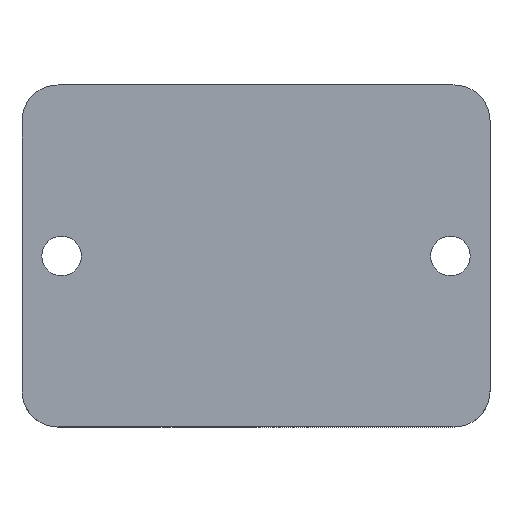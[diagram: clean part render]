
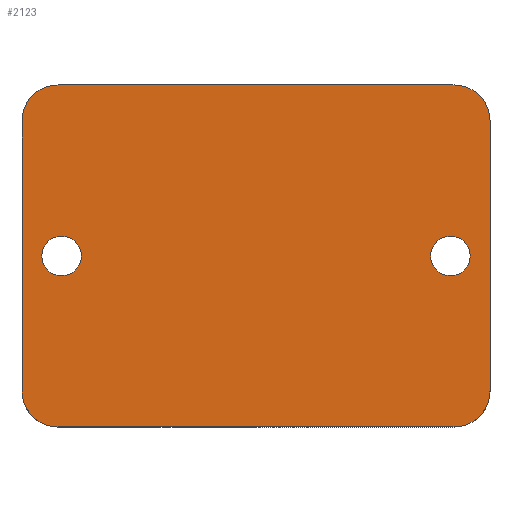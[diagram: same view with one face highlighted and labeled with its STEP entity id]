
A CAD part, top view. The second image highlights one B-rep face of the part: STEP entity #2123.
In plain terms, the highlighted planar face has unit normal (0, 0, 1).
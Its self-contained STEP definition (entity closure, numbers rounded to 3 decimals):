
#10 = EDGE_CURVE ( 'NONE', #2161, #1938, #1037, .T. ) ;
#65 = FACE_OUTER_BOUND ( 'NONE', #2356, .T. ) ;
#84 = VERTEX_POINT ( 'NONE', #1568 ) ;
#102 = FACE_BOUND ( 'NONE', #390, .T. ) ;
#107 = CARTESIAN_POINT ( 'NONE',  ( -13., -7.5, 0. ) ) ;
#121 = VERTEX_POINT ( 'NONE', #638 ) ;
#156 = DIRECTION ( 'NONE',  ( 0., 0., -1. ) ) ;
#166 = EDGE_CURVE ( 'NONE', #121, #1419, #2865, .T. ) ;
#195 = DIRECTION ( 'NONE',  ( 0., 1., 0. ) ) ;
#203 = VERTEX_POINT ( 'NONE', #2115 ) ;
#270 = CARTESIAN_POINT ( 'NONE',  ( 11., -9.5, 0. ) ) ;
#275 = LINE ( 'NONE', #1616, #1324 ) ;
#283 = CARTESIAN_POINT ( 'NONE',  ( -11., -9.5, 0. ) ) ;
#285 = AXIS2_PLACEMENT_3D ( 'NONE', #2594, #3080, #2642 ) ;
#317 = LINE ( 'NONE', #379, #1286 ) ;
#378 = VERTEX_POINT ( 'NONE', #1234 ) ;
#379 = CARTESIAN_POINT ( 'NONE',  ( -13., 9.5, 0. ) ) ;
#390 = EDGE_LOOP ( 'NONE', ( #2842, #1788 ) ) ;
#410 = CARTESIAN_POINT ( 'NONE',  ( 10.8, 0., 0. ) ) ;
#428 = VERTEX_POINT ( 'NONE', #2188 ) ;
#431 = DIRECTION ( 'NONE',  ( -1., 0., 0. ) ) ;
#455 = CARTESIAN_POINT ( 'NONE',  ( 11., -7.5, 0. ) ) ;
#492 = DIRECTION ( 'NONE',  ( 0., 0., 1. ) ) ;
#522 = DIRECTION ( 'NONE',  ( 0., 0., -1. ) ) ;
#567 = VERTEX_POINT ( 'NONE', #913 ) ;
#625 = ORIENTED_EDGE ( 'NONE', *, *, #2618, .T. ) ;
#634 = DIRECTION ( 'NONE',  ( 1., 0., 0. ) ) ;
#636 = ORIENTED_EDGE ( 'NONE', *, *, #2035, .T. ) ;
#638 = CARTESIAN_POINT ( 'NONE',  ( 13., -7.5, 0. ) ) ;
#653 = VERTEX_POINT ( 'NONE', #1620 ) ;
#657 = DIRECTION ( 'NONE',  ( 1., 0., 0. ) ) ;
#894 = AXIS2_PLACEMENT_3D ( 'NONE', #1361, #2565, #634 ) ;
#913 = CARTESIAN_POINT ( 'NONE',  ( -11., 9.5, 0. ) ) ;
#993 = CARTESIAN_POINT ( 'NONE',  ( 10.8, 0., 0. ) ) ;
#1037 = CIRCLE ( 'NONE', #2472, 2. ) ;
#1067 = LINE ( 'NONE', #2319, #1369 ) ;
#1084 = CARTESIAN_POINT ( 'NONE',  ( -11., -7.5, 0. ) ) ;
#1097 = PLANE ( 'NONE',  #2507 ) ;
#1117 = CARTESIAN_POINT ( 'NONE',  ( 13., 9.5, 0. ) ) ;
#1124 = DIRECTION ( 'NONE',  ( -1., 0., 0. ) ) ;
#1215 = CIRCLE ( 'NONE', #2563, 1.1 ) ;
#1234 = CARTESIAN_POINT ( 'NONE',  ( 9.7, 0., 0. ) ) ;
#1248 = CIRCLE ( 'NONE', #2688, 2. ) ;
#1274 = ORIENTED_EDGE ( 'NONE', *, *, #2281, .T. ) ;
#1286 = VECTOR ( 'NONE', #2774, 1000. ) ;
#1315 = EDGE_CURVE ( 'NONE', #2989, #121, #2897, .T. ) ;
#1324 = VECTOR ( 'NONE', #2830, 1000. ) ;
#1326 = CIRCLE ( 'NONE', #1906, 1.1 ) ;
#1361 = CARTESIAN_POINT ( 'NONE',  ( -10.8, 0., 0. ) ) ;
#1369 = VECTOR ( 'NONE', #657, 1000. ) ;
#1419 = VERTEX_POINT ( 'NONE', #1510 ) ;
#1493 = EDGE_CURVE ( 'NONE', #428, #84, #2930, .T. ) ;
#1510 = CARTESIAN_POINT ( 'NONE',  ( 13., 7.5, 0. ) ) ;
#1568 = CARTESIAN_POINT ( 'NONE',  ( -11.9, 0., 0. ) ) ;
#1571 = CIRCLE ( 'NONE', #894, 1.1 ) ;
#1616 = CARTESIAN_POINT ( 'NONE',  ( 13., 9.5, 0. ) ) ;
#1620 = CARTESIAN_POINT ( 'NONE',  ( -13., 7.5, 0. ) ) ;
#1755 = CIRCLE ( 'NONE', #2787, 2. ) ;
#1788 = ORIENTED_EDGE ( 'NONE', *, *, #1493, .T. ) ;
#1880 = CARTESIAN_POINT ( 'NONE',  ( 11., 7.5, 0. ) ) ;
#1885 = AXIS2_PLACEMENT_3D ( 'NONE', #455, #2121, #2375 ) ;
#1906 = AXIS2_PLACEMENT_3D ( 'NONE', #993, #522, #2189 ) ;
#1917 = ORIENTED_EDGE ( 'NONE', *, *, #2380, .T. ) ;
#1938 = VERTEX_POINT ( 'NONE', #283 ) ;
#2035 = EDGE_CURVE ( 'NONE', #1938, #2989, #1067, .T. ) ;
#2048 = VECTOR ( 'NONE', #195, 1000. ) ;
#2051 = ORIENTED_EDGE ( 'NONE', *, *, #10, .T. ) ;
#2054 = DIRECTION ( 'NONE',  ( -1., 0., 0. ) ) ;
#2057 = EDGE_LOOP ( 'NONE', ( #1917, #625 ) ) ;
#2115 = CARTESIAN_POINT ( 'NONE',  ( 11., 9.5, 0. ) ) ;
#2121 = DIRECTION ( 'NONE',  ( 0., 0., 1. ) ) ;
#2123 = ADVANCED_FACE ( 'NONE', ( #102, #2892, #65 ), #1097, .F. ) ;
#2128 = EDGE_CURVE ( 'NONE', #567, #653, #1248, .T. ) ;
#2161 = VERTEX_POINT ( 'NONE', #107 ) ;
#2188 = CARTESIAN_POINT ( 'NONE',  ( -9.7, 0., 0. ) ) ;
#2189 = DIRECTION ( 'NONE',  ( -1., 0., 0. ) ) ;
#2214 = VERTEX_POINT ( 'NONE', #2752 ) ;
#2250 = DIRECTION ( 'NONE',  ( -1., 0., 0. ) ) ;
#2265 = DIRECTION ( 'NONE',  ( 0., 0., 1. ) ) ;
#2281 = EDGE_CURVE ( 'NONE', #653, #2161, #317, .T. ) ;
#2297 = CARTESIAN_POINT ( 'NONE',  ( 13., -9.5, 0. ) ) ;
#2319 = CARTESIAN_POINT ( 'NONE',  ( 13., -9.5, 0. ) ) ;
#2356 = EDGE_LOOP ( 'NONE', ( #1274, #2051, #636, #3022, #2429, #2359, #2509, #2612 ) ) ;
#2359 = ORIENTED_EDGE ( 'NONE', *, *, #2410, .T. ) ;
#2375 = DIRECTION ( 'NONE',  ( -1., 0., 0. ) ) ;
#2380 = EDGE_CURVE ( 'NONE', #378, #2214, #1215, .T. ) ;
#2410 = EDGE_CURVE ( 'NONE', #1419, #203, #1755, .T. ) ;
#2429 = ORIENTED_EDGE ( 'NONE', *, *, #166, .T. ) ;
#2472 = AXIS2_PLACEMENT_3D ( 'NONE', #1084, #2265, #2250 ) ;
#2507 = AXIS2_PLACEMENT_3D ( 'NONE', #2297, #156, #2054 ) ;
#2509 = ORIENTED_EDGE ( 'NONE', *, *, #2886, .T. ) ;
#2540 = CARTESIAN_POINT ( 'NONE',  ( -11., 7.5, 0. ) ) ;
#2563 = AXIS2_PLACEMENT_3D ( 'NONE', #410, #2785, #2804 ) ;
#2565 = DIRECTION ( 'NONE',  ( 0., 0., -1. ) ) ;
#2594 = CARTESIAN_POINT ( 'NONE',  ( -10.8, 0., 0. ) ) ;
#2612 = ORIENTED_EDGE ( 'NONE', *, *, #2128, .T. ) ;
#2618 = EDGE_CURVE ( 'NONE', #2214, #378, #1326, .T. ) ;
#2642 = DIRECTION ( 'NONE',  ( 1., 0., 0. ) ) ;
#2688 = AXIS2_PLACEMENT_3D ( 'NONE', #2540, #2788, #1124 ) ;
#2752 = CARTESIAN_POINT ( 'NONE',  ( 11.9, 0., 0. ) ) ;
#2774 = DIRECTION ( 'NONE',  ( 0., -1., 0. ) ) ;
#2785 = DIRECTION ( 'NONE',  ( 0., 0., -1. ) ) ;
#2787 = AXIS2_PLACEMENT_3D ( 'NONE', #1880, #492, #431 ) ;
#2788 = DIRECTION ( 'NONE',  ( 0., 0., 1. ) ) ;
#2804 = DIRECTION ( 'NONE',  ( -1., 0., 0. ) ) ;
#2819 = EDGE_CURVE ( 'NONE', #84, #428, #1571, .T. ) ;
#2830 = DIRECTION ( 'NONE',  ( -1., 0., 0. ) ) ;
#2842 = ORIENTED_EDGE ( 'NONE', *, *, #2819, .T. ) ;
#2865 = LINE ( 'NONE', #1117, #2048 ) ;
#2886 = EDGE_CURVE ( 'NONE', #203, #567, #275, .T. ) ;
#2892 = FACE_BOUND ( 'NONE', #2057, .T. ) ;
#2897 = CIRCLE ( 'NONE', #1885, 2. ) ;
#2930 = CIRCLE ( 'NONE', #285, 1.1 ) ;
#2989 = VERTEX_POINT ( 'NONE', #270 ) ;
#3022 = ORIENTED_EDGE ( 'NONE', *, *, #1315, .T. ) ;
#3080 = DIRECTION ( 'NONE',  ( 0., 0., -1. ) ) ;
